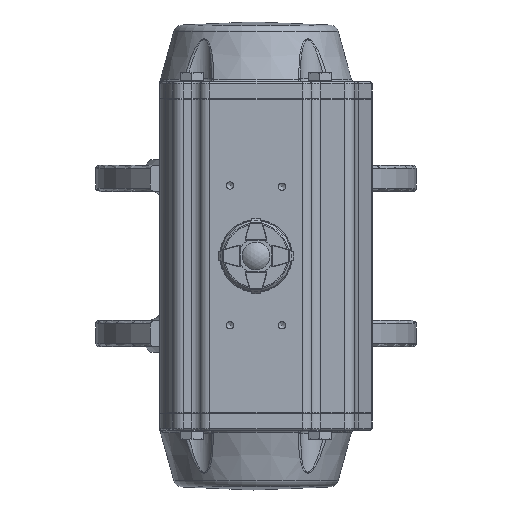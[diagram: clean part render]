
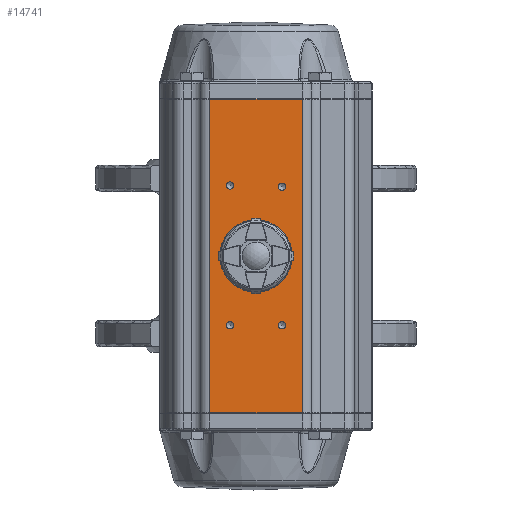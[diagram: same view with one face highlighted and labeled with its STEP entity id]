
A CAD part, front view. The second image highlights one B-rep face of the part: STEP entity #14741.
In plain terms, the highlighted face is planar.
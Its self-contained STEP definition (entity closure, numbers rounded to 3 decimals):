
#997=PLANE('',#16235);
#1593=LINE('',#34665,#2357);
#1595=LINE('',#34676,#2359);
#1680=LINE('',#34908,#2444);
#1681=LINE('',#34909,#2445);
#2357=VECTOR('',#19454,1000.);
#2359=VECTOR('',#19464,1000.);
#2444=VECTOR('',#19673,1000.);
#2445=VECTOR('',#19674,1000.);
#5546=ORIENTED_EDGE('',*,*,#7895,.T.);
#5547=ORIENTED_EDGE('',*,*,#8005,.T.);
#5548=ORIENTED_EDGE('',*,*,#7890,.F.);
#5549=ORIENTED_EDGE('',*,*,#8006,.T.);
#5550=ORIENTED_EDGE('',*,*,#7785,.F.);
#5551=ORIENTED_EDGE('',*,*,#7783,.F.);
#5552=ORIENTED_EDGE('',*,*,#7781,.F.);
#5553=ORIENTED_EDGE('',*,*,#7779,.F.);
#5554=ORIENTED_EDGE('',*,*,#7805,.T.);
#7779=EDGE_CURVE('',#9272,#9272,#10230,.T.);
#7781=EDGE_CURVE('',#9275,#9275,#10232,.T.);
#7783=EDGE_CURVE('',#9278,#9278,#10234,.T.);
#7785=EDGE_CURVE('',#9281,#9281,#10236,.T.);
#7805=EDGE_CURVE('',#9309,#9309,#10256,.T.);
#7890=EDGE_CURVE('',#9388,#9389,#1593,.T.);
#7895=EDGE_CURVE('',#9393,#9392,#1595,.T.);
#8005=EDGE_CURVE('',#9392,#9389,#1680,.T.);
#8006=EDGE_CURVE('',#9388,#9393,#1681,.T.);
#9272=VERTEX_POINT('',#34404);
#9275=VERTEX_POINT('',#34411);
#9278=VERTEX_POINT('',#34418);
#9281=VERTEX_POINT('',#34425);
#9309=VERTEX_POINT('',#34491);
#9388=VERTEX_POINT('',#34666);
#9389=VERTEX_POINT('',#34667);
#9392=VERTEX_POINT('',#34675);
#9393=VERTEX_POINT('',#34677);
#10230=CIRCLE('',#16066,2.1);
#10232=CIRCLE('',#16070,2.1);
#10234=CIRCLE('',#16074,2.1);
#10236=CIRCLE('',#16078,2.1);
#10256=CIRCLE('',#16116,18.3);
#11320=EDGE_LOOP('',(#5546,#5547,#5548,#5549));
#11321=EDGE_LOOP('',(#5550));
#11322=EDGE_LOOP('',(#5551));
#11323=EDGE_LOOP('',(#5552));
#11324=EDGE_LOOP('',(#5553));
#11325=EDGE_LOOP('',(#5554));
#12411=FACE_BOUND('',#11320,.T.);
#12412=FACE_BOUND('',#11321,.T.);
#12413=FACE_BOUND('',#11322,.T.);
#12414=FACE_BOUND('',#11323,.T.);
#12415=FACE_BOUND('',#11324,.T.);
#12416=FACE_BOUND('',#11325,.T.);
#14741=ADVANCED_FACE('',(#12411,#12412,#12413,#12414,#12415,#12416),#997,
 .F.);
#16066=AXIS2_PLACEMENT_3D('',#34403,#19204,#19205);
#16070=AXIS2_PLACEMENT_3D('',#34410,#19212,#19213);
#16074=AXIS2_PLACEMENT_3D('',#34417,#19220,#19221);
#16078=AXIS2_PLACEMENT_3D('',#34424,#19228,#19229);
#16116=AXIS2_PLACEMENT_3D('',#34490,#19304,#19305);
#16235=AXIS2_PLACEMENT_3D('',#34907,#19671,#19672);
#19204=DIRECTION('',(0.,1.,0.));
#19205=DIRECTION('',(0.,0.,1.));
#19212=DIRECTION('',(0.,1.,0.));
#19213=DIRECTION('',(0.,0.,1.));
#19220=DIRECTION('',(0.,1.,0.));
#19221=DIRECTION('',(0.,0.,1.));
#19228=DIRECTION('',(0.,1.,0.));
#19229=DIRECTION('',(0.,0.,1.));
#19304=DIRECTION('',(0.,-1.,0.));
#19305=DIRECTION('',(0.,0.,1.));
#19454=DIRECTION('',(0.,0.,-1.));
#19464=DIRECTION('',(0.,0.,-1.));
#19671=DIRECTION('',(0.,-1.,0.));
#19672=DIRECTION('',(0.,0.,-1.));
#19673=DIRECTION('',(-1.,0.,0.));
#19674=DIRECTION('',(1.,0.,0.));
#34403=CARTESIAN_POINT('',(15.,64.,40.729));
#34404=CARTESIAN_POINT('',(15.,64.,42.829));
#34410=CARTESIAN_POINT('',(-15.,64.,40.));
#34411=CARTESIAN_POINT('',(-15.,64.,42.1));
#34417=CARTESIAN_POINT('',(15.,64.,-40.));
#34418=CARTESIAN_POINT('',(15.,64.,-37.9));
#34424=CARTESIAN_POINT('',(-15.,64.,-40.));
#34425=CARTESIAN_POINT('',(-15.,64.,-37.9));
#34490=CARTESIAN_POINT('',(0.,64.,0.));
#34491=CARTESIAN_POINT('',(0.,64.,18.3));
#34665=CARTESIAN_POINT('',(-26.647,64.,91.));
#34666=CARTESIAN_POINT('',(-26.647,64.,90.5));
#34667=CARTESIAN_POINT('',(-26.647,64.,-90.5));
#34675=CARTESIAN_POINT('',(26.647,64.,-90.5));
#34676=CARTESIAN_POINT('',(26.647,64.,91.));
#34677=CARTESIAN_POINT('',(26.647,64.,90.5));
#34907=CARTESIAN_POINT('',(26.647,64.,91.));
#34908=CARTESIAN_POINT('',(26.647,64.,-90.5));
#34909=CARTESIAN_POINT('',(26.647,64.,90.5));
